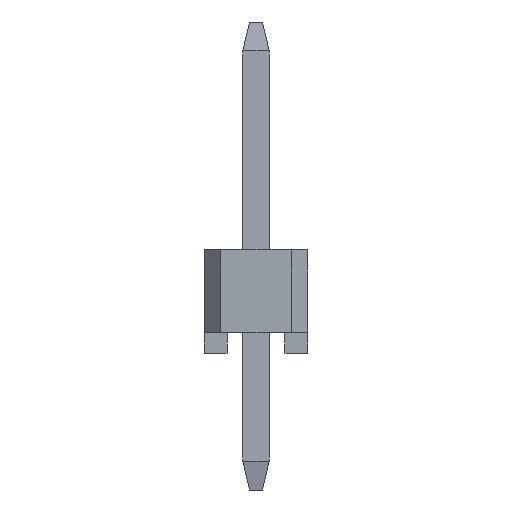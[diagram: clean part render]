
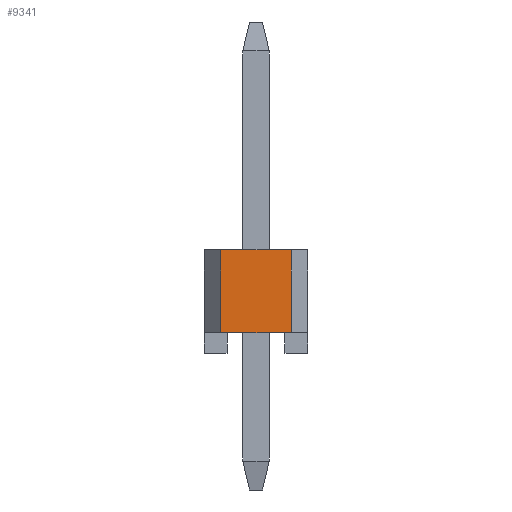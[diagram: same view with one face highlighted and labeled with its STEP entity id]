
A CAD part, left-side view. The second image highlights one B-rep face of the part: STEP entity #9341.
In plain terms, the highlighted planar face has unit normal (-1, 0, 0).
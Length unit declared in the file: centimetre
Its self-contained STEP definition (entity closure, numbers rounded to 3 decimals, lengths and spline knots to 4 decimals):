
#335=FACE_OUTER_BOUND('',#851,.T.);
#851=EDGE_LOOP('',(#7053,#7054,#7055,#7056));
#1751=LINE('',#13755,#3069);
#1752=LINE('',#13757,#3070);
#1753=LINE('',#13759,#3071);
#1754=LINE('',#13760,#3072);
#3069=VECTOR('',#11307,0.17);
#3070=VECTOR('',#11308,0.2);
#3071=VECTOR('',#11309,0.17);
#3072=VECTOR('',#11310,0.2);
#4131=VERTEX_POINT('',#13753);
#4132=VERTEX_POINT('',#13754);
#4133=VERTEX_POINT('',#13756);
#4134=VERTEX_POINT('',#13758);
#5223=EDGE_CURVE('',#4131,#4132,#1751,.T.);
#5224=EDGE_CURVE('',#4132,#4133,#1752,.T.);
#5225=EDGE_CURVE('',#4133,#4134,#1753,.T.);
#5226=EDGE_CURVE('',#4134,#4131,#1754,.T.);
#7053=ORIENTED_EDGE('',*,*,#5223,.T.);
#7054=ORIENTED_EDGE('',*,*,#5224,.T.);
#7055=ORIENTED_EDGE('',*,*,#5225,.T.);
#7056=ORIENTED_EDGE('',*,*,#5226,.T.);
#8825=PLANE('',#9859);
#9341=ADVANCED_FACE('',(#335),#8825,.F.);
#9859=AXIS2_PLACEMENT_3D('',#13752,#11305,#11306);
#11305=DIRECTION('center_axis',(1.,0.,0.));
#11306=DIRECTION('ref_axis',(0.,-1.,0.));
#11307=DIRECTION('',(0.,-1.,0.));
#11308=DIRECTION('',(0.,0.,1.));
#11309=DIRECTION('',(0.,1.,0.));
#11310=DIRECTION('',(0.,0.,-1.));
#13752=CARTESIAN_POINT('Origin',(-2.862,0.8823,1.3104));
#13753=CARTESIAN_POINT('',(-2.862,0.9673,1.2354));
#13754=CARTESIAN_POINT('',(-2.862,0.7973,1.2354));
#13755=CARTESIAN_POINT('',(-2.862,0.9673,1.2354));
#13756=CARTESIAN_POINT('',(-2.862,0.7973,1.4354));
#13757=CARTESIAN_POINT('',(-2.862,0.7973,1.2354));
#13758=CARTESIAN_POINT('',(-2.862,0.9673,1.4354));
#13759=CARTESIAN_POINT('',(-2.862,0.7973,1.4354));
#13760=CARTESIAN_POINT('',(-2.862,0.9673,1.4354));
